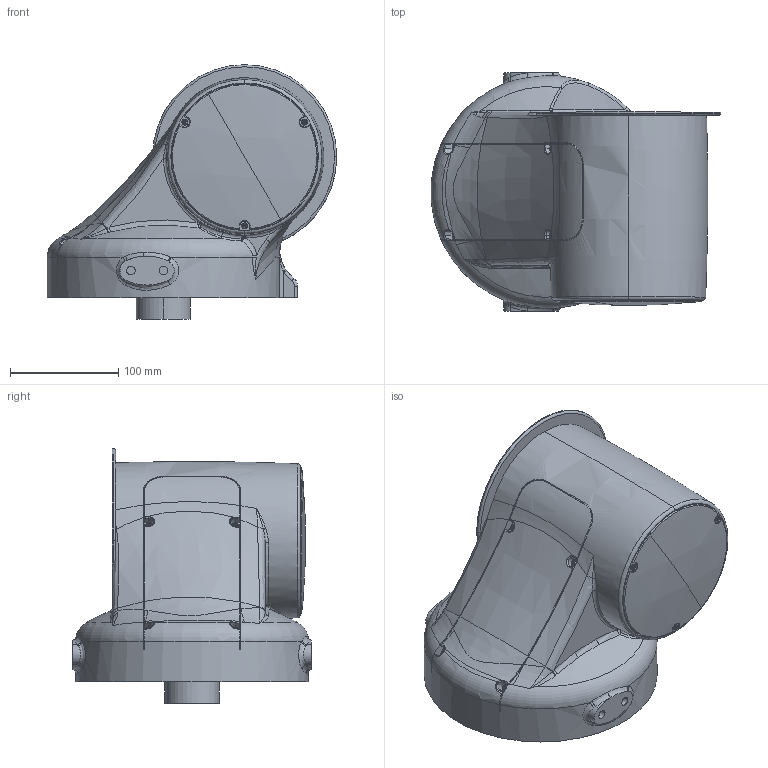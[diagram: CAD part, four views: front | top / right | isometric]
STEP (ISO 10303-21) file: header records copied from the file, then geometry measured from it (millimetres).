
FILE_DESCRIPTION (( 'STEP AP203' ), '1' );
FILE_NAME ('link1_Default_sldprt.STEP', '2022-03-24T08:54:46', ( '' ), ( '' ), 'SwSTEP 2.0', 'SolidWorks 2021', '' );
FILE_SCHEMA (( 'CONFIG_CONTROL_DESIGN' ));
Length unit declared in the file: millimetre
Products named in the file (1): link1_Default_sldprt
Bounding box: 267.12 x 220 x 235 mm (x, y, z)
Volume: 5649619.8 mm3; surface area: 221799.1 mm2
Topology: 1 solids, 1 shells, 490 faces, 1229 edges, 754 vertices
Faces by surface type: bspline 172, plane 144, cylinder 98, torus 54, sphere 22
Entity records: 26240 total; most frequent: CARTESIAN_POINT 15901, ORIENTED_EDGE 2452, DIRECTION 1806, EDGE_CURVE 1226, VERTEX_POINT 752, AXIS2_PLACEMENT_3D 751, EDGE_LOOP 504, FACE_OUTER_BOUND 490
